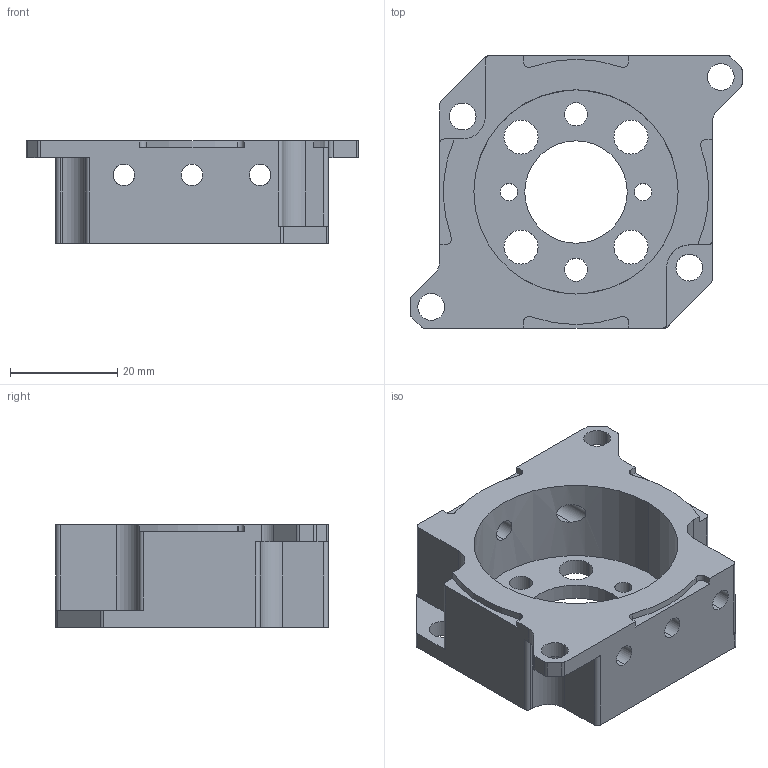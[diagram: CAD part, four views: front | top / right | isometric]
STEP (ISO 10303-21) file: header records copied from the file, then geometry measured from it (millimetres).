
FILE_DESCRIPTION (( 'STEP AP203' ), '1' );
FILE_NAME ('REV-21-2106.STEP', '2021-12-06T14:31:35', ( '' ), ( '' ), 'SwSTEP 2.0', 'SolidWorks 2022', '' );
FILE_SCHEMA (( 'CONFIG_CONTROL_DESIGN' ));
Length unit declared in the file: inch
Products named in the file (1): REV-21-2106
Bounding box: 61.91 x 50.8 x 19.05 mm (x, y, z)
Volume: 22216.3 mm3; surface area: 11091.1 mm2
Topology: 1 solids, 1 shells, 113 faces, 330 edges, 220 vertices
Faces by surface type: cylinder 76, plane 37
Entity records: 4279 total; most frequent: CARTESIAN_POINT 1008, DIRECTION 686, ORIENTED_EDGE 660, EDGE_CURVE 330, AXIS2_PLACEMENT_3D 254, VERTEX_POINT 220, LINE 178, VECTOR 178
